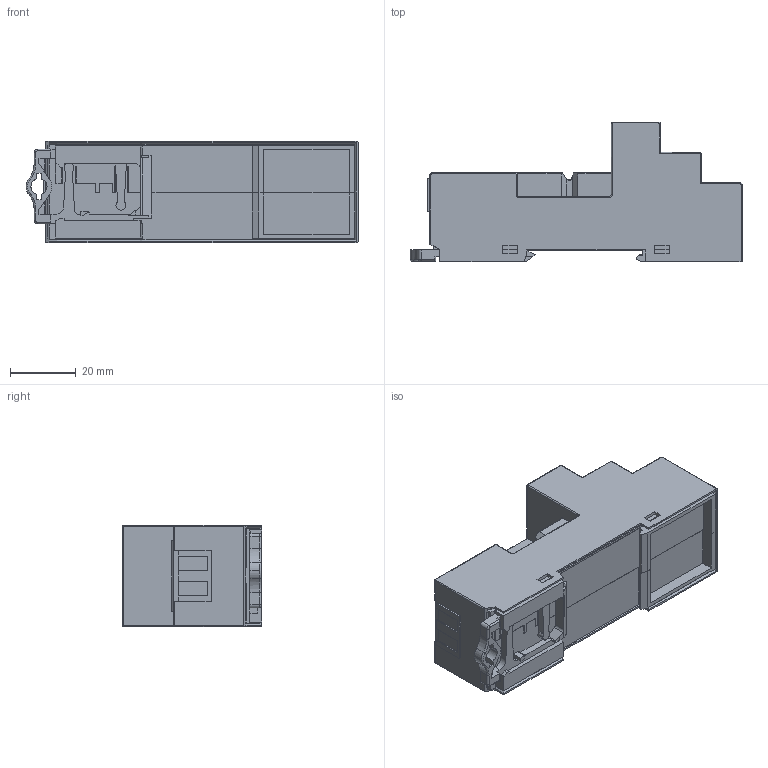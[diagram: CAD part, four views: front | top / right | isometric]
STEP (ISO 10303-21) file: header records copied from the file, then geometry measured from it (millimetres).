
FILE_DESCRIPTION(('CATIA V5 STEP Exchange'),'2;1');
FILE_NAME('ES154GCNRE_ASM_P.stp','2016-09-06T11:59:24+00:00',('none'),('none'),'CATIA Version 5 Release 19 SP 9 (IN-10)','CATIA V5 STEP AP203','none');
FILE_SCHEMA(('CONFIG_CONTROL_DESIGN'));
Products named in the file (1): ES154GCNRE_ASM_P
Bounding box: 101 x 42.55 x 31 mm (x, y, z)
Volume: 72174.2 mm3; surface area: 25740.1 mm2
Topology: 1 solids, 11 shells, 1841 faces, 5212 edges, 3379 vertices
Faces by surface type: plane 1199, cylinder 451, extrusion 91, cone 69, bspline 25, torus 6
Entity records: 62496 total; most frequent: CARTESIAN_POINT 16570, ORIENTED_EDGE 10424, DIRECTION 7888, EDGE_CURVE 5212, VECTOR 3932, LINE 3841, VERTEX_POINT 3379, AXIS2_PLACEMENT_3D 2321
